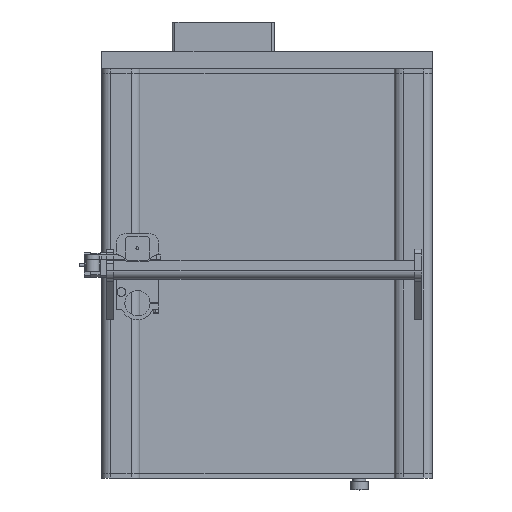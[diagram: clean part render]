
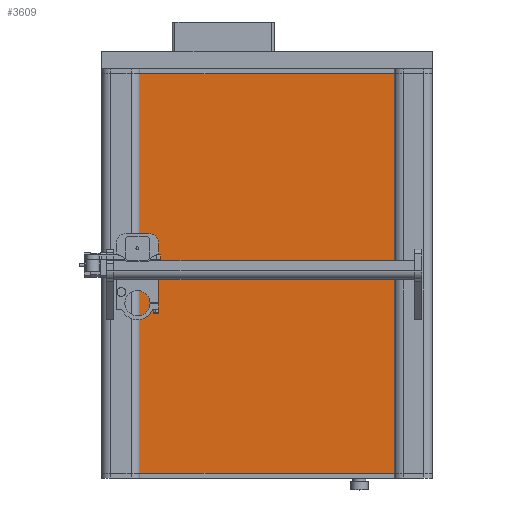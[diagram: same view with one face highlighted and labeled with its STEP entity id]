
A CAD part, top view. The second image highlights one B-rep face of the part: STEP entity #3609.
In plain terms, the highlighted planar face has unit normal (0, 0, 1).
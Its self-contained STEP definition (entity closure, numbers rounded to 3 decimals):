
#173=FACE_OUTER_BOUND('',#394,.T.);
#394=EDGE_LOOP('',(#2458,#2459,#2460,#2461));
#614=LINE('',#5343,#1014);
#638=LINE('',#5410,#1038);
#639=LINE('',#5413,#1039);
#640=LINE('',#5414,#1040);
#1014=VECTOR('',#4238,10.);
#1038=VECTOR('',#4306,10.);
#1039=VECTOR('',#4309,10.);
#1040=VECTOR('',#4310,10.);
#1535=VERTEX_POINT('',#5340);
#1536=VERTEX_POINT('',#5342);
#1557=VERTEX_POINT('',#5408);
#1558=VERTEX_POINT('',#5412);
#1881=EDGE_CURVE('',#1535,#1536,#614,.T.);
#1915=EDGE_CURVE('',#1536,#1557,#638,.T.);
#1916=EDGE_CURVE('',#1557,#1558,#639,.T.);
#1917=EDGE_CURVE('',#1535,#1558,#640,.T.);
#2458=ORIENTED_EDGE('',*,*,#1916,.F.);
#2459=ORIENTED_EDGE('',*,*,#1915,.F.);
#2460=ORIENTED_EDGE('',*,*,#1881,.F.);
#2461=ORIENTED_EDGE('',*,*,#1917,.T.);
#3441=PLANE('',#3901);
#3609=ADVANCED_FACE('',(#173),#3441,.T.);
#3901=AXIS2_PLACEMENT_3D('',#5411,#4307,#4308);
#4238=DIRECTION('',(-1.,0.,0.));
#4306=DIRECTION('',(0.,1.,0.));
#4307=DIRECTION('center_axis',(0.,0.,1.));
#4308=DIRECTION('ref_axis',(1.,0.,0.));
#4309=DIRECTION('',(1.,0.,0.));
#4310=DIRECTION('',(0.,1.,0.));
#5340=CARTESIAN_POINT('',(-65.,8.5,73.));
#5342=CARTESIAN_POINT('',(-500.,8.5,73.));
#5343=CARTESIAN_POINT('',(-391.25,8.5,73.));
#5408=CARTESIAN_POINT('',(-500.,691.5,73.));
#5410=CARTESIAN_POINT('',(-500.,0.,73.));
#5411=CARTESIAN_POINT('Origin',(-500.,0.,73.));
#5412=CARTESIAN_POINT('',(-65.,691.5,73.));
#5413=CARTESIAN_POINT('',(-391.25,691.5,73.));
#5414=CARTESIAN_POINT('',(-65.,0.,73.));
